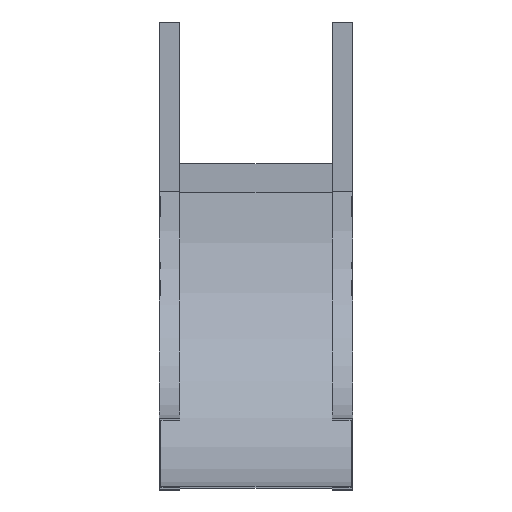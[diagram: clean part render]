
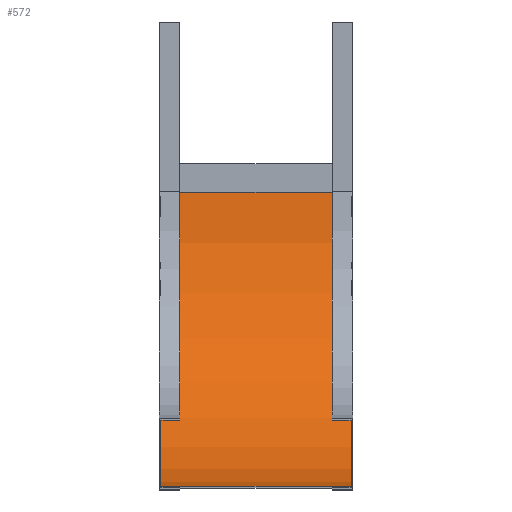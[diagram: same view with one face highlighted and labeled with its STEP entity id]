
A CAD part, top view. The second image highlights one B-rep face of the part: STEP entity #572.
In plain terms, the highlighted cylindrical face has radius 156.5 mm (diameter 313 mm), a partial arc.
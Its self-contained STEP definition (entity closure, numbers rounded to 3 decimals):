
#31 = CARTESIAN_POINT ( 'NONE',  ( -15., 1., 101. ) ) ;
#32 = CIRCLE ( 'NONE', #1139, 156.5 ) ;
#129 = CARTESIAN_POINT ( 'NONE',  ( -15., 157.5, 101. ) ) ;
#199 = ORIENTED_EDGE ( 'NONE', *, *, #593, .F. ) ;
#291 = VERTEX_POINT ( 'NONE', #1936 ) ;
#314 = LINE ( 'NONE', #706, #2014 ) ;
#360 = AXIS2_PLACEMENT_3D ( 'NONE', #1168, #420, #2290 ) ;
#385 = CARTESIAN_POINT ( 'NONE',  ( -171.5, 157.5, 0. ) ) ;
#420 = DIRECTION ( 'NONE',  ( 0., 0., -1. ) ) ;
#430 = EDGE_CURVE ( 'NONE', #1673, #291, #1115, .T. ) ;
#485 = CARTESIAN_POINT ( 'NONE',  ( -15., 1., 101. ) ) ;
#572 = ADVANCED_FACE ( 'NONE', ( #1263 ), #1594, .F. ) ;
#577 = ORIENTED_EDGE ( 'NONE', *, *, #1491, .T. ) ;
#593 = EDGE_CURVE ( 'NONE', #291, #1271, #314, .T. ) ;
#692 = LINE ( 'NONE', #485, #1437 ) ;
#706 = CARTESIAN_POINT ( 'NONE',  ( -171.5, 157.5, 101. ) ) ;
#836 = EDGE_CURVE ( 'NONE', #1673, #1685, #692, .T. ) ;
#919 = DIRECTION ( 'NONE',  ( 1., 0., 0. ) ) ;
#954 = EDGE_LOOP ( 'NONE', ( #577, #199, #1876, #1359 ) ) ;
#1022 = CARTESIAN_POINT ( 'NONE',  ( -15., 1., 0. ) ) ;
#1035 = DIRECTION ( 'NONE',  ( 0., 0., -1. ) ) ;
#1087 = DIRECTION ( 'NONE',  ( 0., 0., -1. ) ) ;
#1115 = CIRCLE ( 'NONE', #360, 156.5 ) ;
#1139 = AXIS2_PLACEMENT_3D ( 'NONE', #1898, #1087, #919 ) ;
#1168 = CARTESIAN_POINT ( 'NONE',  ( -15., 157.5, 101. ) ) ;
#1263 = FACE_OUTER_BOUND ( 'NONE', #954, .T. ) ;
#1271 = VERTEX_POINT ( 'NONE', #385 ) ;
#1359 = ORIENTED_EDGE ( 'NONE', *, *, #836, .T. ) ;
#1437 = VECTOR ( 'NONE', #1772, 1000. ) ;
#1491 = EDGE_CURVE ( 'NONE', #1685, #1271, #32, .T. ) ;
#1594 = CYLINDRICAL_SURFACE ( 'NONE', #1913, 156.5 ) ;
#1646 = DIRECTION ( 'NONE',  ( -1., 0., 0. ) ) ;
#1673 = VERTEX_POINT ( 'NONE', #31 ) ;
#1685 = VERTEX_POINT ( 'NONE', #1022 ) ;
#1772 = DIRECTION ( 'NONE',  ( 0., 0., -1. ) ) ;
#1876 = ORIENTED_EDGE ( 'NONE', *, *, #430, .F. ) ;
#1898 = CARTESIAN_POINT ( 'NONE',  ( -15., 157.5, 0. ) ) ;
#1913 = AXIS2_PLACEMENT_3D ( 'NONE', #129, #1035, #1646 ) ;
#1936 = CARTESIAN_POINT ( 'NONE',  ( -171.5, 157.5, 101. ) ) ;
#2014 = VECTOR ( 'NONE', #2207, 1000. ) ;
#2207 = DIRECTION ( 'NONE',  ( 0., 0., -1. ) ) ;
#2290 = DIRECTION ( 'NONE',  ( 1., 0., 0. ) ) ;
